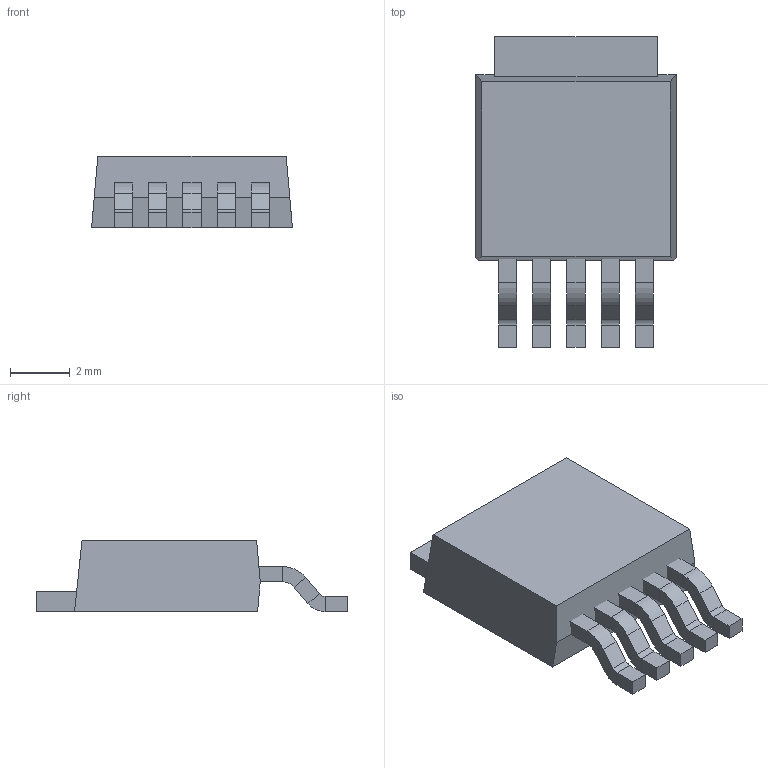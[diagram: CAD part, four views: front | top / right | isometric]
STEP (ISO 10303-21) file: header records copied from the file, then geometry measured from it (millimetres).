
FILE_DESCRIPTION(('STEP AP214'), '1');
FILE_NAME('TO-252', '2019-11-16T21:59:40', ('AF'), (''), 'UNSPECIFIED', 'UNSPECIFIED', '');
FILE_SCHEMA(('AUTOMOTIVE_DESIGN { 1 0 10303 214 3 1 1}'));
Length unit declared in the file: millimetre
Bounding box: 6.73 x 10.41 x 2.39 mm (x, y, z)
Volume: 104.9 mm3; surface area: 268.1 mm2
Topology: 7 solids, 7 shells, 135 faces, 307 edges, 192 vertices
Faces by surface type: plane 115, cylinder 20
Entity records: 4800 total; most frequent: DIRECTION 619, CARTESIAN_POINT 605, ORIENTED_EDGE 566, EDGE_CURVE 283, LINE 267, VECTOR 267, AXIS2_PLACEMENT_3D 176, VERTEX_POINT 162
